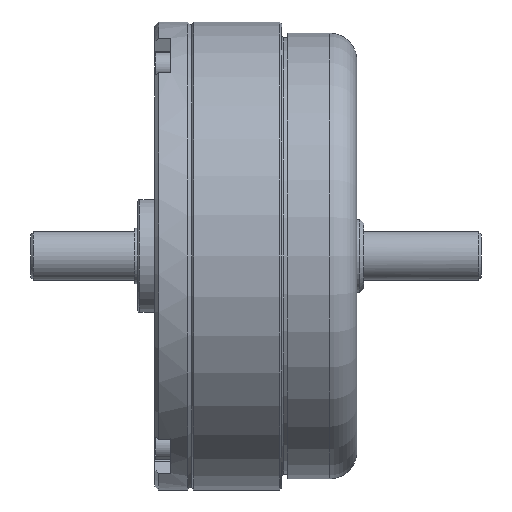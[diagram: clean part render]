
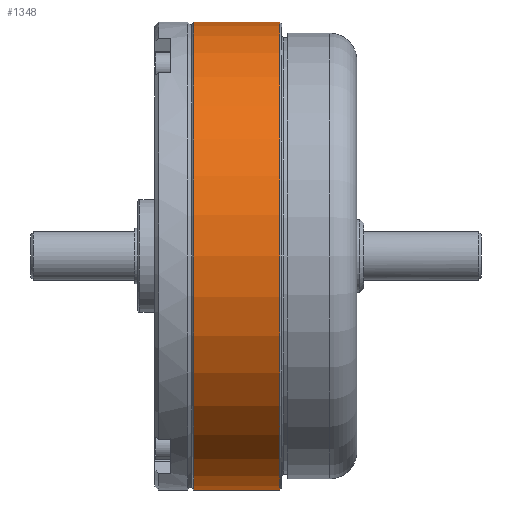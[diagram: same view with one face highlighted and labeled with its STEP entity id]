
A CAD part, front view. The second image highlights one B-rep face of the part: STEP entity #1348.
In plain terms, the highlighted cylindrical face has radius 46.025 mm (diameter 92.05 mm), a partial arc.
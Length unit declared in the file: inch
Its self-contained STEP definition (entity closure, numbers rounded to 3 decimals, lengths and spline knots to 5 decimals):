
#262 = EDGE_CURVE ( 'NONE', #1680, #7401, #9186, .T. ) ;
#423 = ORIENTED_EDGE ( 'NONE', *, *, #4910, .F. ) ;
#602 = CIRCLE ( 'NONE', #6184, 1.812 ) ;
#713 = CARTESIAN_POINT ( 'NONE',  ( 0.97, 0., 1.812 ) ) ;
#1348 = ADVANCED_FACE ( 'NONE', ( #8926 ), #6153, .T. ) ;
#1680 = VERTEX_POINT ( 'NONE', #713 ) ;
#1939 = ORIENTED_EDGE ( 'NONE', *, *, #3292, .T. ) ;
#2119 = DIRECTION ( 'NONE',  ( -1., 0., 0. ) ) ;
#2233 = ORIENTED_EDGE ( 'NONE', *, *, #8327, .T. ) ;
#2559 = EDGE_LOOP ( 'NONE', ( #423, #1939, #7480, #2233 ) ) ;
#2671 = DIRECTION ( 'NONE',  ( 1., 0., 0. ) ) ;
#2754 = CARTESIAN_POINT ( 'NONE',  ( 0.97, 0., -1.812 ) ) ;
#2866 = CIRCLE ( 'NONE', #3630, 1.812 ) ;
#3292 = EDGE_CURVE ( 'NONE', #7997, #1680, #2866, .T. ) ;
#3306 = VECTOR ( 'NONE', #8010, 39.37008 ) ;
#3630 = AXIS2_PLACEMENT_3D ( 'NONE', #6364, #2119, #7065 ) ;
#3956 = DIRECTION ( 'NONE',  ( -1., 0., 0. ) ) ;
#4144 = CARTESIAN_POINT ( 'NONE',  ( 0.285, 0., -1.812 ) ) ;
#4490 = CARTESIAN_POINT ( 'NONE',  ( 0.285, 0., 1.812 ) ) ;
#4678 = LINE ( 'NONE', #4144, #6339 ) ;
#4910 = EDGE_CURVE ( 'NONE', #7997, #6799, #4678, .T. ) ;
#6144 = CARTESIAN_POINT ( 'NONE',  ( 0.303, 0., 1.812 ) ) ;
#6153 = CYLINDRICAL_SURFACE ( 'NONE', #6685, 1.812 ) ;
#6184 = AXIS2_PLACEMENT_3D ( 'NONE', #6911, #2671, #7634 ) ;
#6263 = DIRECTION ( 'NONE',  ( -1., 0., 0. ) ) ;
#6339 = VECTOR ( 'NONE', #6263, 39.37008 ) ;
#6364 = CARTESIAN_POINT ( 'NONE',  ( 0.97, 0., 0. ) ) ;
#6685 = AXIS2_PLACEMENT_3D ( 'NONE', #7475, #3956, #7511 ) ;
#6799 = VERTEX_POINT ( 'NONE', #6834 ) ;
#6834 = CARTESIAN_POINT ( 'NONE',  ( 0.303, 0., -1.812 ) ) ;
#6911 = CARTESIAN_POINT ( 'NONE',  ( 0.303, 0., 0. ) ) ;
#7065 = DIRECTION ( 'NONE',  ( 0., 0., 1. ) ) ;
#7401 = VERTEX_POINT ( 'NONE', #6144 ) ;
#7475 = CARTESIAN_POINT ( 'NONE',  ( 0.285, 0., 0. ) ) ;
#7480 = ORIENTED_EDGE ( 'NONE', *, *, #262, .T. ) ;
#7511 = DIRECTION ( 'NONE',  ( 0., 0., 1. ) ) ;
#7634 = DIRECTION ( 'NONE',  ( 0., 0., -1. ) ) ;
#7997 = VERTEX_POINT ( 'NONE', #2754 ) ;
#8010 = DIRECTION ( 'NONE',  ( -1., 0., 0. ) ) ;
#8327 = EDGE_CURVE ( 'NONE', #7401, #6799, #602, .T. ) ;
#8926 = FACE_OUTER_BOUND ( 'NONE', #2559, .T. ) ;
#9186 = LINE ( 'NONE', #4490, #3306 ) ;
